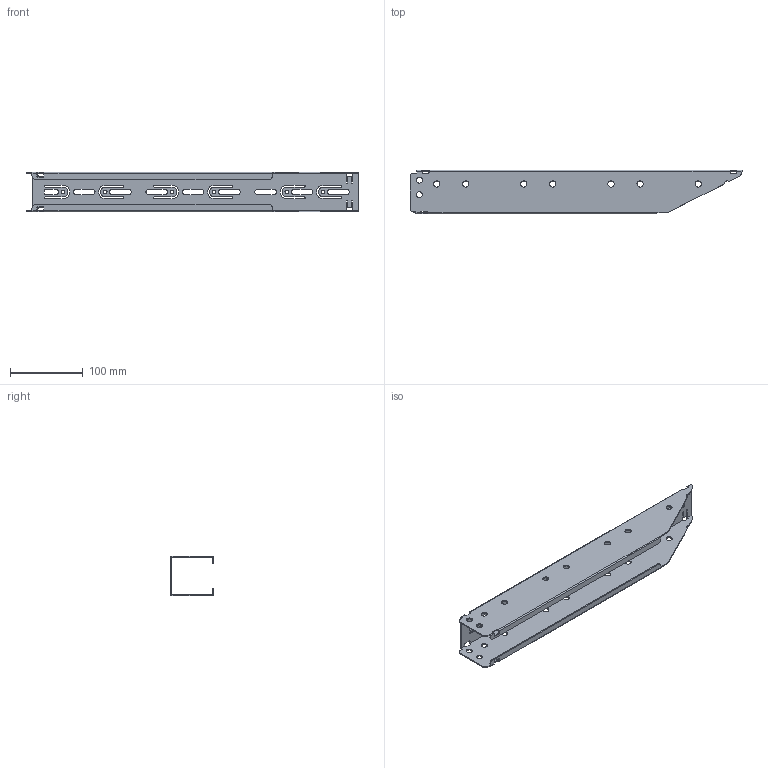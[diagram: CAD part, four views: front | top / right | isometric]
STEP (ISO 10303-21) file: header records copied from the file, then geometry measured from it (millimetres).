
FILE_DESCRIPTION (( 'STEP AP203' ), '1' );
FILE_NAME ('Êîíñîëü áûñòðîé ôèêñàöèè BBF_BBF5040.STEP', '2012-11-21T09:03:36', ( 'Àñååâ' ), ( '' ), 'SwSTEP 2.0', 'SolidWorks 2012', '' );
FILE_SCHEMA (( 'CONFIG_CONTROL_DESIGN' ));
Length unit declared in the file: millimetre
Products named in the file (1): Êîíñîëü áûñòðîé ôèêñàöèè BBF_BBF5040
Bounding box: 457 x 60 x 54 mm (x, y, z)
Volume: 108167.1 mm3; surface area: 149568.1 mm2
Topology: 1 solids, 1 shells, 236 faces, 731 edges, 485 vertices
Faces by surface type: cylinder 127, plane 109
Full cylindrical faces by diameter (mm): 5 x6, 8.2 x4, 8.5 x14
Entity records: 8197 total; most frequent: DIRECTION 1418, CARTESIAN_POINT 1395, ORIENTED_EDGE 1380, EDGE_CURVE 690, AXIS2_PLACEMENT_3D 491, VERTEX_POINT 468, VECTOR 436, LINE 436
